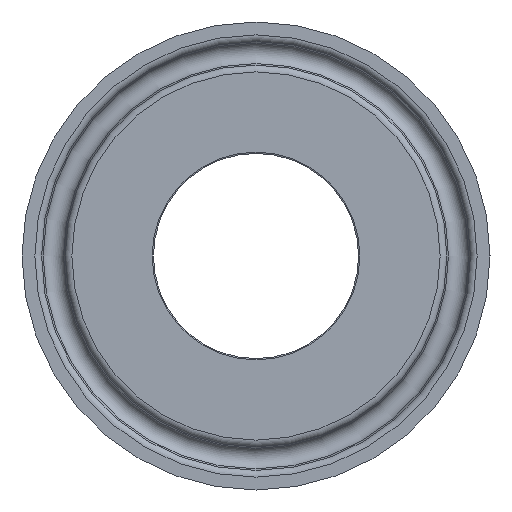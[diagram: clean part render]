
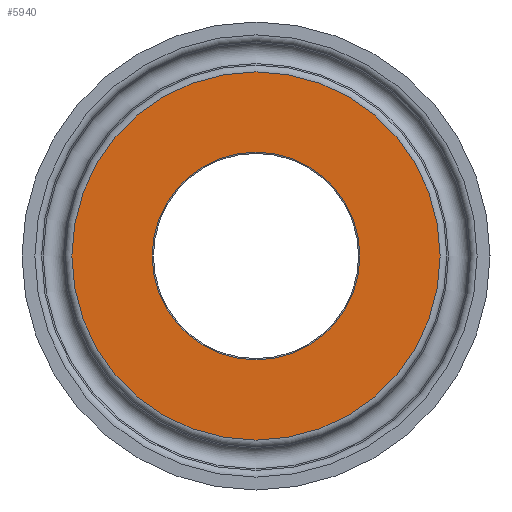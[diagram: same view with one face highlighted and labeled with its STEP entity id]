
A CAD part, left-side view. The second image highlights one B-rep face of the part: STEP entity #5940.
In plain terms, the highlighted planar face has unit normal (-1, 0, 0).
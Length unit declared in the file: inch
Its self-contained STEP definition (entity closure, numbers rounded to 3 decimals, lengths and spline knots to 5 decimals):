
#107=FACE_BOUND('',#1100,.T.);
#108=FACE_BOUND('',#1101,.T.);
#402=PLANE('',#6361);
#1100=EDGE_LOOP('',(#5533));
#1101=EDGE_LOOP('',(#5534));
#1524=CIRCLE('',#6359,0.78063);
#1526=CIRCLE('',#6362,0.44);
#2941=VERTEX_POINT('',#12570);
#2943=VERTEX_POINT('',#12575);
#3810=EDGE_CURVE('',#2941,#2941,#1524,.T.);
#3812=EDGE_CURVE('',#2943,#2943,#1526,.T.);
#5533=ORIENTED_EDGE('',*,*,#3812,.F.);
#5534=ORIENTED_EDGE('',*,*,#3810,.F.);
#5940=ADVANCED_FACE('',(#107,#108),#402,.T.);
#6359=AXIS2_PLACEMENT_3D('',#12571,#7607,#7608);
#6361=AXIS2_PLACEMENT_3D('',#12574,#7611,#7612);
#6362=AXIS2_PLACEMENT_3D('',#12576,#7613,#7614);
#7607=DIRECTION('center_axis',(1.,0.,0.));
#7608=DIRECTION('ref_axis',(0.,-1.,0.));
#7611=DIRECTION('center_axis',(-1.,0.,0.));
#7612=DIRECTION('ref_axis',(0.,0.,1.));
#7613=DIRECTION('center_axis',(-1.,0.,0.));
#7614=DIRECTION('ref_axis',(0.,-1.,0.));
#12570=CARTESIAN_POINT('',(0.,0.78063,0.));
#12571=CARTESIAN_POINT('Origin',(0.,0.,
0.));
#12574=CARTESIAN_POINT('Origin',(0.,0.61807,
0.));
#12575=CARTESIAN_POINT('',(0.,0.44,0.));
#12576=CARTESIAN_POINT('Origin',(0.,0.,
0.));
